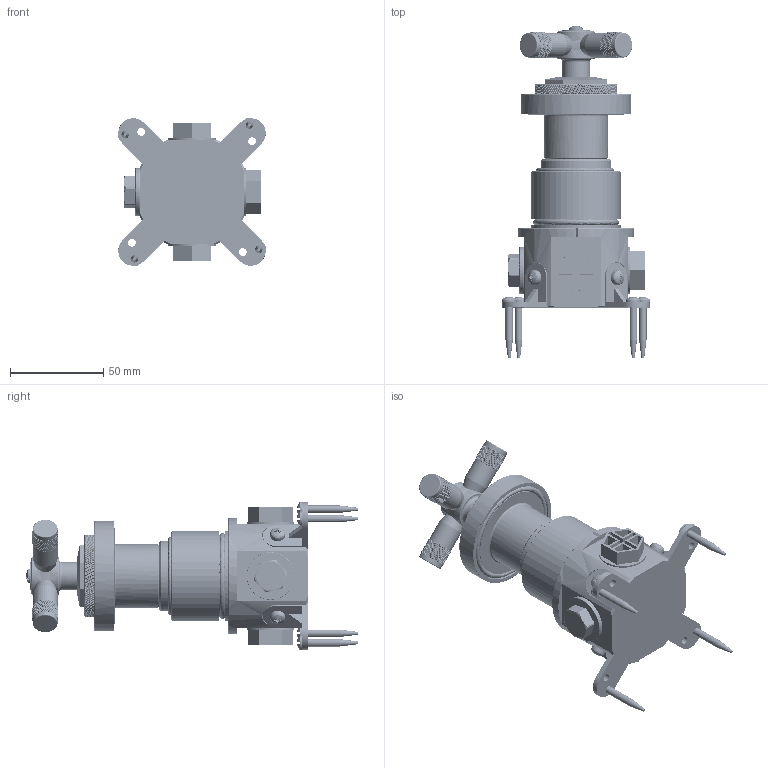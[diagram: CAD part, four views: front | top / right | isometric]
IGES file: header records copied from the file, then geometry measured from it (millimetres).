
Global section: file name: V768-TXK; native system: Autodesk Inventor 2018; preprocessor: unknown; author: adaniels; date: 20171003.145030; units: millimetre
Bounding box: 79.56 x 177.75 x 79.56 mm (x, y, z)
Volume: 249428.4 mm3; surface area: 126263.1 mm2
Topology: 52 solids, 52 shells, 13083 faces, 28775 edges, 15921 vertices
Faces by surface type: bspline 13083
